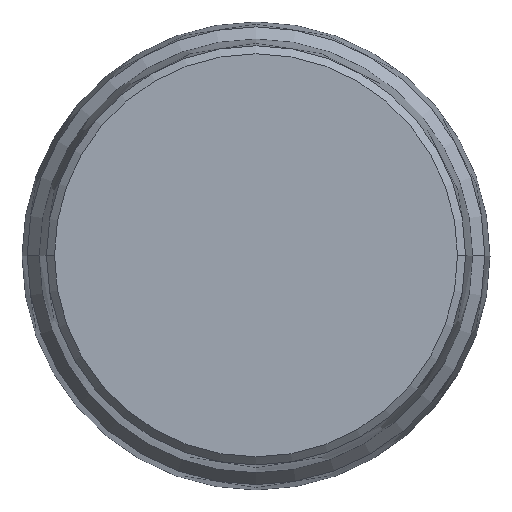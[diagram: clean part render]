
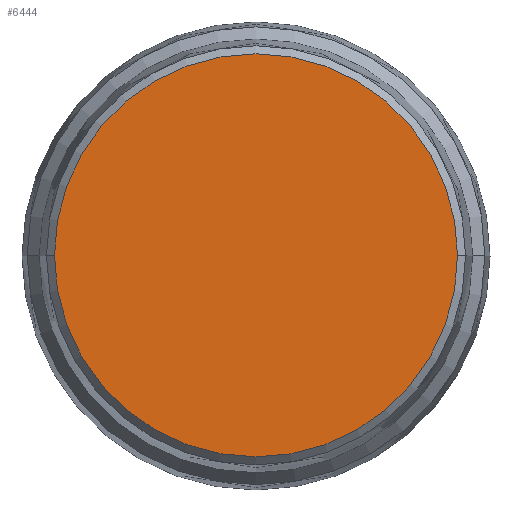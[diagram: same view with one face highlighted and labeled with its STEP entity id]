
A CAD part, top view. The second image highlights one B-rep face of the part: STEP entity #6444.
In plain terms, the highlighted planar face has unit normal (0, 0, 1).
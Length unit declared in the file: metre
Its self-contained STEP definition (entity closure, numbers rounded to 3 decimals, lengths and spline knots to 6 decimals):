
#339=PLANE('',#7450);
#2887=ORIENTED_EDGE('',*,*,#4147,.T.);
#2888=ORIENTED_EDGE('',*,*,#3878,.T.);
#3878=EDGE_CURVE('',#4680,#4681,#5131,.T.);
#4147=EDGE_CURVE('',#4681,#4680,#5205,.T.);
#4680=VERTEX_POINT('',#10426);
#4681=VERTEX_POINT('',#10427);
#5131=CIRCLE('',#7274,0.021533);
#5205=CIRCLE('',#7447,0.021533);
#5586=EDGE_LOOP('',(#2887,#2888));
#5983=FACE_BOUND('',#5586,.T.);
#6444=ADVANCED_FACE('',(#5983),#339,.F.);
#7274=AXIS2_PLACEMENT_3D('',#10425,#8495,#8496);
#7447=AXIS2_PLACEMENT_3D('',#11031,#9004,#9005);
#7450=AXIS2_PLACEMENT_3D('',#11034,#9010,#9011);
#8495=DIRECTION('',(0.,0.,1.));
#8496=DIRECTION('',(-1.,0.,0.));
#9004=DIRECTION('',(0.,0.,1.));
#9005=DIRECTION('',(-1.,0.,0.));
#9010=DIRECTION('',(0.,0.,-1.));
#9011=DIRECTION('',(1.,0.,0.));
#10425=CARTESIAN_POINT('',(0.,0.,0.04));
#10426=CARTESIAN_POINT('',(-0.021533,0.,0.04));
#10427=CARTESIAN_POINT('',(0.021533,0.,0.04));
#11031=CARTESIAN_POINT('',(0.,0.,0.04));
#11034=CARTESIAN_POINT('',(0.01945,0.,0.04));
